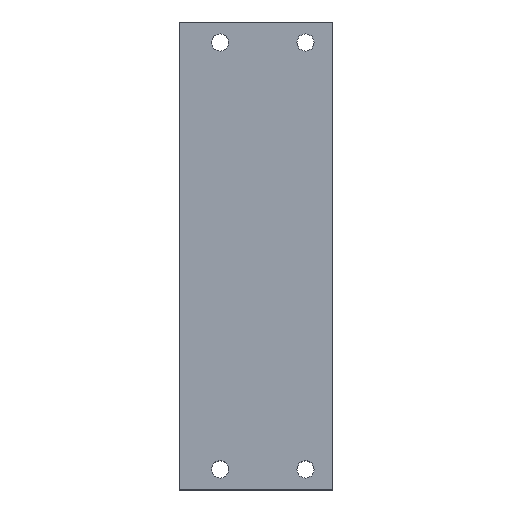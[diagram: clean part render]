
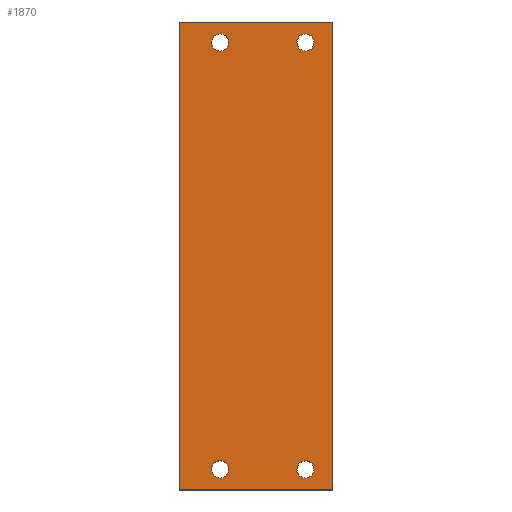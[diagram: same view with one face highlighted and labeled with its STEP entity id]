
A CAD part, top view. The second image highlights one B-rep face of the part: STEP entity #1870.
In plain terms, the highlighted planar face has unit normal (0, 0, 1).
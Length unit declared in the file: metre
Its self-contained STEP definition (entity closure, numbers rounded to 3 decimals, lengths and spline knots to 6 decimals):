
#59=CIRCLE('',#1996,0.002518);
#62=CIRCLE('',#2002,0.002518);
#65=CIRCLE('',#2008,0.002518);
#68=CIRCLE('',#2014,0.002518);
#101=FACE_BOUND('',#284,.T.);
#102=FACE_BOUND('',#285,.T.);
#103=FACE_BOUND('',#286,.T.);
#104=FACE_BOUND('',#287,.T.);
#158=FACE_OUTER_BOUND('',#283,.T.);
#283=EDGE_LOOP('',(#1389,#1390,#1391,#1392));
#284=EDGE_LOOP('',(#1393));
#285=EDGE_LOOP('',(#1394));
#286=EDGE_LOOP('',(#1395));
#287=EDGE_LOOP('',(#1396));
#445=LINE('',#2805,#657);
#447=LINE('',#2809,#659);
#449=LINE('',#2813,#661);
#451=LINE('',#2816,#663);
#657=VECTOR('',#2280,0.01);
#659=VECTOR('',#2284,0.01);
#661=VECTOR('',#2288,0.01);
#663=VECTOR('',#2292,0.01);
#850=VERTEX_POINT('',#2765);
#853=VERTEX_POINT('',#2776);
#856=VERTEX_POINT('',#2787);
#859=VERTEX_POINT('',#2798);
#860=VERTEX_POINT('',#2802);
#861=VERTEX_POINT('',#2804);
#862=VERTEX_POINT('',#2808);
#863=VERTEX_POINT('',#2812);
#1038=EDGE_CURVE('',#850,#850,#59,.T.);
#1043=EDGE_CURVE('',#853,#853,#62,.T.);
#1048=EDGE_CURVE('',#856,#856,#65,.T.);
#1053=EDGE_CURVE('',#859,#859,#68,.T.);
#1055=EDGE_CURVE('',#861,#860,#445,.T.);
#1057=EDGE_CURVE('',#862,#861,#447,.T.);
#1059=EDGE_CURVE('',#863,#862,#449,.T.);
#1061=EDGE_CURVE('',#860,#863,#451,.T.);
#1389=ORIENTED_EDGE('',*,*,#1061,.T.);
#1390=ORIENTED_EDGE('',*,*,#1059,.T.);
#1391=ORIENTED_EDGE('',*,*,#1057,.T.);
#1392=ORIENTED_EDGE('',*,*,#1055,.T.);
#1393=ORIENTED_EDGE('',*,*,#1038,.T.);
#1394=ORIENTED_EDGE('',*,*,#1043,.T.);
#1395=ORIENTED_EDGE('',*,*,#1048,.T.);
#1396=ORIENTED_EDGE('',*,*,#1053,.T.);
#1770=PLANE('',#2019);
#1870=ADVANCED_FACE('',(#158,#101,#102,#103,#104),#1770,.T.);
#1996=AXIS2_PLACEMENT_3D('',#2767,#2233,#2234);
#2002=AXIS2_PLACEMENT_3D('',#2778,#2247,#2248);
#2008=AXIS2_PLACEMENT_3D('',#2789,#2261,#2262);
#2014=AXIS2_PLACEMENT_3D('',#2800,#2275,#2276);
#2019=AXIS2_PLACEMENT_3D('',#2817,#2293,#2294);
#2233=DIRECTION('center_axis',(0.,0.,-1.));
#2234=DIRECTION('ref_axis',(-1.,0.,0.));
#2247=DIRECTION('center_axis',(0.,0.,-1.));
#2248=DIRECTION('ref_axis',(-1.,0.,0.));
#2261=DIRECTION('center_axis',(0.,0.,-1.));
#2262=DIRECTION('ref_axis',(-1.,0.,0.));
#2275=DIRECTION('center_axis',(0.,0.,-1.));
#2276=DIRECTION('ref_axis',(-1.,0.,0.));
#2280=DIRECTION('',(1.,0.,0.));
#2284=DIRECTION('',(0.,-1.,0.));
#2288=DIRECTION('',(-1.,0.,0.));
#2292=DIRECTION('',(0.,1.,0.));
#2293=DIRECTION('center_axis',(0.,0.,1.));
#2294=DIRECTION('ref_axis',(1.,0.,0.));
#2765=CARTESIAN_POINT('',(-0.097483,0.05,0.01));
#2767=CARTESIAN_POINT('Origin',(-0.1,0.05,0.01));
#2776=CARTESIAN_POINT('',(-0.097483,-0.075,0.01));
#2778=CARTESIAN_POINT('Origin',(-0.1,-0.075,0.01));
#2787=CARTESIAN_POINT('',(-0.072483,-0.075,0.01));
#2789=CARTESIAN_POINT('Origin',(-0.075,-0.075,0.01));
#2798=CARTESIAN_POINT('',(-0.072483,0.05,0.01));
#2800=CARTESIAN_POINT('Origin',(-0.075,0.05,0.01));
#2802=CARTESIAN_POINT('',(-0.067,-0.081,0.01));
#2804=CARTESIAN_POINT('',(-0.112,-0.081,0.01));
#2805=CARTESIAN_POINT('',(-0.067,-0.081,0.01));
#2808=CARTESIAN_POINT('',(-0.112,0.056,0.01));
#2809=CARTESIAN_POINT('',(-0.112,0.056,0.01));
#2812=CARTESIAN_POINT('',(-0.067,0.056,0.01));
#2813=CARTESIAN_POINT('',(-0.067,0.056,0.01));
#2816=CARTESIAN_POINT('',(-0.067,0.05,0.01));
#2817=CARTESIAN_POINT('Origin',(-0.0895,-0.0125,0.01));
